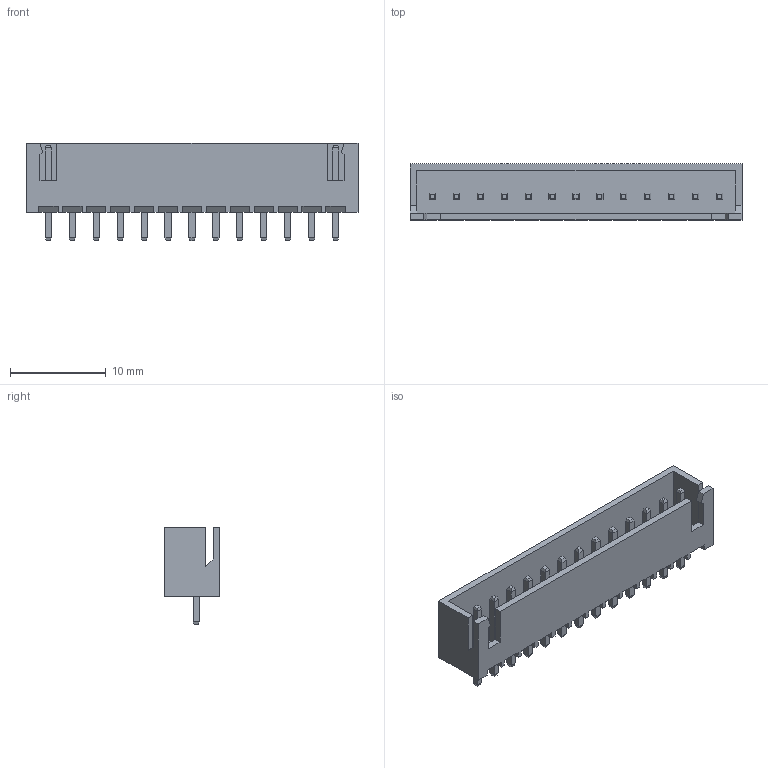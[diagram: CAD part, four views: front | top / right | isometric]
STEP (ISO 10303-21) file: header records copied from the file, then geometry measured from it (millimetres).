
FILE_DESCRIPTION(/* description */ ('Unknown'),/* implementation_level */ '2;1');
FILE_NAME(/* name */ 'JST - XH - Thru - 13Pin',/* time_stamp */ '2018-10-25T13:26:19-04:00',/* author */ ('Unknown'),/* organization */ ('Unknown'),/* preprocessor_version */ 'ST-DEVELOPER v16.7',/* originating_system */ 'DEX',/* authorisation */ $);
FILE_SCHEMA (('AP242_MANAGED_MODEL_BASED_3D_ENGINEERING_MIM_LF { 1 0 10303 442 1 1 4 }','AUTOMOTIVE_DESIGN {1 0 10303 214 3 1 1}'));
Length unit declared in the file: millimetre
Products named in the file (1): JST - XH - Thru - 13Pin
Bounding box: 34.67 x 5.84 x 10.21 mm (x, y, z)
Volume: 496.6 mm3; surface area: 1778.5 mm2
Topology: 1 solids, 21 shells, 525 faces, 1254 edges, 784 vertices
Faces by surface type: plane 486, bspline 39
Entity records: 19570 total; most frequent: CARTESIAN_POINT 4451, ORIENTED_EDGE 2500, DIRECTION 1960, EDGE_CURVE 1250, LINE 986, VECTOR 986, VERTEX_POINT 784, EDGE_LOOP 554
